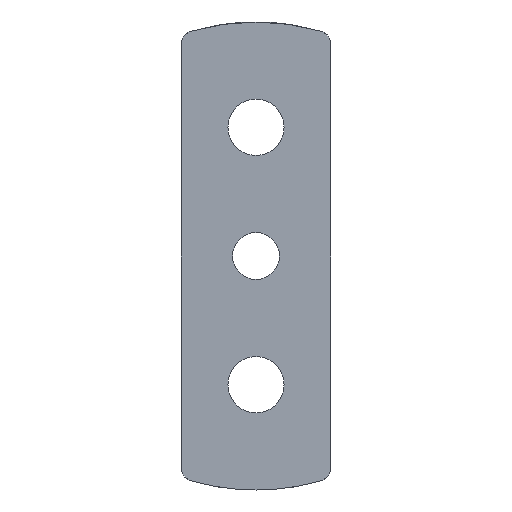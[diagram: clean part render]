
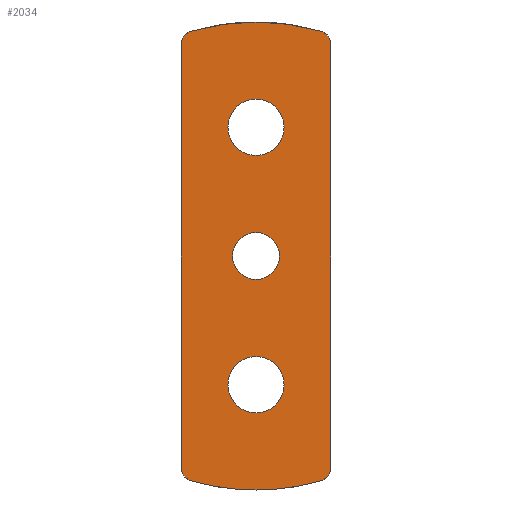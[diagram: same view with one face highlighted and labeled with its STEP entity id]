
A CAD part, front view. The second image highlights one B-rep face of the part: STEP entity #2034.
In plain terms, the highlighted planar face has unit normal (0, -1, 0).
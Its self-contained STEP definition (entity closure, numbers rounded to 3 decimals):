
#3 = CIRCLE ( 'NONE', #1102, 5. ) ;
#27 = ORIENTED_EDGE ( 'NONE', *, *, #2599, .T. ) ;
#60 = VERTEX_POINT ( 'NONE', #911 ) ;
#66 = CARTESIAN_POINT ( 'NONE',  ( 0., 0., -5. ) ) ;
#82 = EDGE_CURVE ( 'NONE', #473, #1338, #1436, .T. ) ;
#105 = CARTESIAN_POINT ( 'NONE',  ( 0., 0., 27.5 ) ) ;
#120 = CARTESIAN_POINT ( 'NONE',  ( -13.83, 0., 48.049 ) ) ;
#131 = DIRECTION ( 'NONE',  ( 0., 1., 0. ) ) ;
#152 = DIRECTION ( 'NONE',  ( 0., 1., 0. ) ) ;
#154 = AXIS2_PLACEMENT_3D ( 'NONE', #2343, #2077, #732 ) ;
#162 = DIRECTION ( 'NONE',  ( 0., 1., 0. ) ) ;
#171 = AXIS2_PLACEMENT_3D ( 'NONE', #445, #677, #823 ) ;
#173 = CARTESIAN_POINT ( 'NONE',  ( 0., 0., 0. ) ) ;
#208 = AXIS2_PLACEMENT_3D ( 'NONE', #2392, #1046, #2178 ) ;
#221 = CIRCLE ( 'NONE', #927, 50. ) ;
#243 = DIRECTION ( 'NONE',  ( 0., 1., 0. ) ) ;
#255 = EDGE_CURVE ( 'NONE', #1023, #349, #1504, .T. ) ;
#267 = ORIENTED_EDGE ( 'NONE', *, *, #255, .F. ) ;
#276 = ORIENTED_EDGE ( 'NONE', *, *, #968, .F. ) ;
#280 = ORIENTED_EDGE ( 'NONE', *, *, #2533, .F. ) ;
#328 = AXIS2_PLACEMENT_3D ( 'NONE', #105, #131, #580 ) ;
#333 = EDGE_CURVE ( 'NONE', #1338, #1023, #1155, .T. ) ;
#349 = VERTEX_POINT ( 'NONE', #1137 ) ;
#351 = VERTEX_POINT ( 'NONE', #1353 ) ;
#358 = PLANE ( 'NONE',  #2837 ) ;
#379 = ORIENTED_EDGE ( 'NONE', *, *, #2514, .T. ) ;
#380 = CARTESIAN_POINT ( 'NONE',  ( 0., 0., 0. ) ) ;
#436 = EDGE_LOOP ( 'NONE', ( #626, #27 ) ) ;
#445 = CARTESIAN_POINT ( 'NONE',  ( 13., 0., -45.166 ) ) ;
#465 = CARTESIAN_POINT ( 'NONE',  ( 16., 0., -45.166 ) ) ;
#473 = VERTEX_POINT ( 'NONE', #2821 ) ;
#486 = EDGE_LOOP ( 'NONE', ( #2591, #1160 ) ) ;
#573 = LINE ( 'NONE', #1882, #1176 ) ;
#580 = DIRECTION ( 'NONE',  ( 0., 0., 1. ) ) ;
#610 = CIRCLE ( 'NONE', #2664, 6. ) ;
#614 = AXIS2_PLACEMENT_3D ( 'NONE', #785, #1260, #1930 ) ;
#626 = ORIENTED_EDGE ( 'NONE', *, *, #1320, .T. ) ;
#677 = DIRECTION ( 'NONE',  ( 0., 1., 0. ) ) ;
#687 = EDGE_CURVE ( 'NONE', #1700, #2351, #221, .T. ) ;
#691 = EDGE_CURVE ( 'NONE', #1301, #2507, #3, .T. ) ;
#732 = DIRECTION ( 'NONE',  ( 0., 0., 1. ) ) ;
#743 = VERTEX_POINT ( 'NONE', #1991 ) ;
#785 = CARTESIAN_POINT ( 'NONE',  ( 13., 0., 45.166 ) ) ;
#799 = DIRECTION ( 'NONE',  ( 0., -1., 0. ) ) ;
#818 = FACE_BOUND ( 'NONE', #1768, .T. ) ;
#823 = DIRECTION ( 'NONE',  ( 0., 0., 1. ) ) ;
#833 = EDGE_LOOP ( 'NONE', ( #276, #1164, #916, #280, #2799, #2026, #267, #1311, #1092 ) ) ;
#846 = VERTEX_POINT ( 'NONE', #2937 ) ;
#903 = EDGE_CURVE ( 'NONE', #2951, #60, #1319, .T. ) ;
#911 = CARTESIAN_POINT ( 'NONE',  ( 0., 0., -21.5 ) ) ;
#916 = ORIENTED_EDGE ( 'NONE', *, *, #1812, .F. ) ;
#927 = AXIS2_PLACEMENT_3D ( 'NONE', #1533, #1781, #2440 ) ;
#968 = EDGE_CURVE ( 'NONE', #2351, #473, #2780, .T. ) ;
#969 = DIRECTION ( 'NONE',  ( 0., 0., 1. ) ) ;
#975 = AXIS2_PLACEMENT_3D ( 'NONE', #2329, #986, #2119 ) ;
#986 = DIRECTION ( 'NONE',  ( 0., 1., 0. ) ) ;
#1023 = VERTEX_POINT ( 'NONE', #1045 ) ;
#1027 = DIRECTION ( 'NONE',  ( 0., 0., -1. ) ) ;
#1045 = CARTESIAN_POINT ( 'NONE',  ( 13.83, 0., -48.049 ) ) ;
#1046 = DIRECTION ( 'NONE',  ( 0., 1., 0. ) ) ;
#1055 = CARTESIAN_POINT ( 'NONE',  ( 13., 0., 45.166 ) ) ;
#1078 = CIRCLE ( 'NONE', #208, 5. ) ;
#1092 = ORIENTED_EDGE ( 'NONE', *, *, #82, .F. ) ;
#1096 = EDGE_CURVE ( 'NONE', #349, #846, #1639, .T. ) ;
#1102 = AXIS2_PLACEMENT_3D ( 'NONE', #1523, #2647, #1751 ) ;
#1104 = CIRCLE ( 'NONE', #328, 6. ) ;
#1137 = CARTESIAN_POINT ( 'NONE',  ( 0., 0., -50. ) ) ;
#1155 = CIRCLE ( 'NONE', #171, 3. ) ;
#1160 = ORIENTED_EDGE ( 'NONE', *, *, #2945, .T. ) ;
#1164 = ORIENTED_EDGE ( 'NONE', *, *, #687, .F. ) ;
#1169 = DIRECTION ( 'NONE',  ( 0., 0., -1. ) ) ;
#1176 = VECTOR ( 'NONE', #2131, 1000. ) ;
#1221 = CIRCLE ( 'NONE', #1672, 3. ) ;
#1231 = CARTESIAN_POINT ( 'NONE',  ( 16., 0., -45.166 ) ) ;
#1260 = DIRECTION ( 'NONE',  ( 0., 1., 0. ) ) ;
#1273 = CARTESIAN_POINT ( 'NONE',  ( -16., 0., -45.166 ) ) ;
#1301 = VERTEX_POINT ( 'NONE', #66 ) ;
#1311 = ORIENTED_EDGE ( 'NONE', *, *, #333, .F. ) ;
#1319 = CIRCLE ( 'NONE', #154, 6. ) ;
#1320 = EDGE_CURVE ( 'NONE', #743, #351, #2450, .T. ) ;
#1338 = VERTEX_POINT ( 'NONE', #1231 ) ;
#1353 = CARTESIAN_POINT ( 'NONE',  ( 0., 0., 33.5 ) ) ;
#1418 = CARTESIAN_POINT ( 'NONE',  ( 0., 0., 5. ) ) ;
#1436 = LINE ( 'NONE', #465, #1474 ) ;
#1468 = EDGE_CURVE ( 'NONE', #846, #2000, #1221, .T. ) ;
#1474 = VECTOR ( 'NONE', #1169, 1000. ) ;
#1504 = CIRCLE ( 'NONE', #2089, 50. ) ;
#1523 = CARTESIAN_POINT ( 'NONE',  ( 0., 0., 0. ) ) ;
#1533 = CARTESIAN_POINT ( 'NONE',  ( 0., 0., 0. ) ) ;
#1633 = CARTESIAN_POINT ( 'NONE',  ( -16., 0., 45.166 ) ) ;
#1639 = CIRCLE ( 'NONE', #2858, 50. ) ;
#1652 = ORIENTED_EDGE ( 'NONE', *, *, #903, .T. ) ;
#1672 = AXIS2_PLACEMENT_3D ( 'NONE', #2667, #2900, #2926 ) ;
#1700 = VERTEX_POINT ( 'NONE', #120 ) ;
#1751 = DIRECTION ( 'NONE',  ( 0., 0., 1. ) ) ;
#1768 = EDGE_LOOP ( 'NONE', ( #1652, #379 ) ) ;
#1781 = DIRECTION ( 'NONE',  ( 0., 1., 0. ) ) ;
#1812 = EDGE_CURVE ( 'NONE', #2532, #1700, #2668, .T. ) ;
#1860 = CARTESIAN_POINT ( 'NONE',  ( 0., 0., -27.5 ) ) ;
#1882 = CARTESIAN_POINT ( 'NONE',  ( -16., 0., -45.166 ) ) ;
#1930 = DIRECTION ( 'NONE',  ( 0., 0., -1. ) ) ;
#1967 = DIRECTION ( 'NONE',  ( 0., 0., 1. ) ) ;
#1991 = CARTESIAN_POINT ( 'NONE',  ( 0., 0., 21.5 ) ) ;
#2000 = VERTEX_POINT ( 'NONE', #1273 ) ;
#2013 = FACE_OUTER_BOUND ( 'NONE', #833, .T. ) ;
#2026 = ORIENTED_EDGE ( 'NONE', *, *, #1096, .F. ) ;
#2034 = ADVANCED_FACE ( 'NONE', ( #2631, #2013, #2556, #818 ), #358, .T. ) ;
#2077 = DIRECTION ( 'NONE',  ( 0., 1., 0. ) ) ;
#2089 = AXIS2_PLACEMENT_3D ( 'NONE', #173, #152, #2195 ) ;
#2119 = DIRECTION ( 'NONE',  ( 0., 0., 1. ) ) ;
#2131 = DIRECTION ( 'NONE',  ( 0., 0., 1. ) ) ;
#2178 = DIRECTION ( 'NONE',  ( 0., 0., 1. ) ) ;
#2195 = DIRECTION ( 'NONE',  ( 0., 0., 1. ) ) ;
#2247 = AXIS2_PLACEMENT_3D ( 'NONE', #2508, #243, #2741 ) ;
#2329 = CARTESIAN_POINT ( 'NONE',  ( 0., 0., 27.5 ) ) ;
#2343 = CARTESIAN_POINT ( 'NONE',  ( 0., 0., -27.5 ) ) ;
#2351 = VERTEX_POINT ( 'NONE', #2933 ) ;
#2392 = CARTESIAN_POINT ( 'NONE',  ( 0., 0., 0. ) ) ;
#2440 = DIRECTION ( 'NONE',  ( 0., 0., 1. ) ) ;
#2450 = CIRCLE ( 'NONE', #975, 6. ) ;
#2507 = VERTEX_POINT ( 'NONE', #1418 ) ;
#2508 = CARTESIAN_POINT ( 'NONE',  ( -13., 0., 45.166 ) ) ;
#2514 = EDGE_CURVE ( 'NONE', #60, #2951, #610, .T. ) ;
#2532 = VERTEX_POINT ( 'NONE', #1633 ) ;
#2533 = EDGE_CURVE ( 'NONE', #2000, #2532, #573, .T. ) ;
#2556 = FACE_BOUND ( 'NONE', #486, .T. ) ;
#2591 = ORIENTED_EDGE ( 'NONE', *, *, #691, .T. ) ;
#2599 = EDGE_CURVE ( 'NONE', #351, #743, #1104, .T. ) ;
#2631 = FACE_BOUND ( 'NONE', #436, .T. ) ;
#2647 = DIRECTION ( 'NONE',  ( 0., 1., 0. ) ) ;
#2651 = CARTESIAN_POINT ( 'NONE',  ( 0., 0., -33.5 ) ) ;
#2664 = AXIS2_PLACEMENT_3D ( 'NONE', #1860, #2757, #969 ) ;
#2667 = CARTESIAN_POINT ( 'NONE',  ( -13., 0., -45.166 ) ) ;
#2668 = CIRCLE ( 'NONE', #2247, 3. ) ;
#2741 = DIRECTION ( 'NONE',  ( 0., 0., 1. ) ) ;
#2757 = DIRECTION ( 'NONE',  ( 0., 1., 0. ) ) ;
#2780 = CIRCLE ( 'NONE', #614, 3. ) ;
#2799 = ORIENTED_EDGE ( 'NONE', *, *, #1468, .F. ) ;
#2821 = CARTESIAN_POINT ( 'NONE',  ( 16., 0., 45.166 ) ) ;
#2837 = AXIS2_PLACEMENT_3D ( 'NONE', #1055, #799, #1027 ) ;
#2858 = AXIS2_PLACEMENT_3D ( 'NONE', #380, #162, #1967 ) ;
#2900 = DIRECTION ( 'NONE',  ( 0., 1., 0. ) ) ;
#2926 = DIRECTION ( 'NONE',  ( 0., 0., -1. ) ) ;
#2933 = CARTESIAN_POINT ( 'NONE',  ( 13.83, 0., 48.049 ) ) ;
#2937 = CARTESIAN_POINT ( 'NONE',  ( -13.83, 0., -48.049 ) ) ;
#2945 = EDGE_CURVE ( 'NONE', #2507, #1301, #1078, .T. ) ;
#2951 = VERTEX_POINT ( 'NONE', #2651 ) ;
